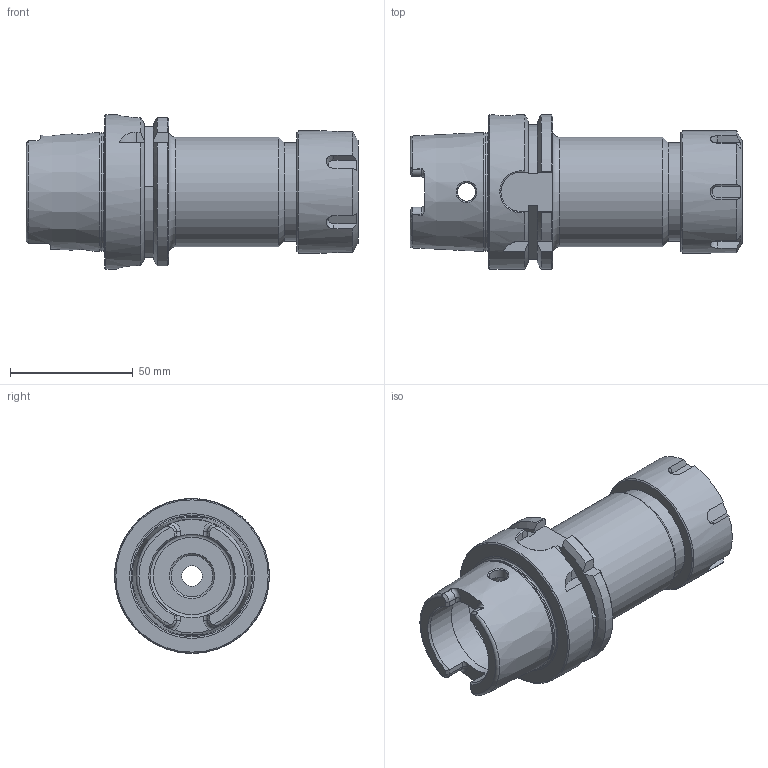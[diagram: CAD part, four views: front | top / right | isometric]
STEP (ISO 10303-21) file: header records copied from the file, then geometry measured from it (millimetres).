
FILE_DESCRIPTION((''),'2;1');
FILE_NAME('H63-32ERP406.stp','2014-08-25T18:24:18',('kaykin'),(''),'Autodesk Inventor 2012','Autodesk Inventor 2012','');
FILE_SCHEMA(('AUTOMOTIVE_DESIGN { 1 0 10303 214 1 1 1 1 }'));
Length unit declared in the file: inch
Products named in the file (3): H63-32ERP406; H63-32ER4-1; 32ERPN
Assembly tree (2 placements, depth 2):
  H63-32ERP406
    H63-32ER4-1
    32ERPN
Bounding box: 135.12 x 63 x 63 mm (x, y, z)
Volume: 165813.6 mm3; surface area: 44426.1 mm2
Topology: 2 solids, 2 shells, 188 faces, 473 edges, 296 vertices
Faces by surface type: plane 76, cylinder 43, cone 40, torus 18, bspline 11
Full cylindrical faces by diameter (mm): 7.5 x2, 8.4 x1, 10 x1, 16.916 x1, 18.923 x1, 19.016 x1, 21.869 x1, 23.495 x1, 27 x1, 30.48 x1, 33.147 x1, 34 x2, 38.684 x1, 40 x2, 40.513 x1, 44.45 x1, 48.041 x1, 49.733 x1, 63 x1
Entity records: 6285 total; most frequent: CARTESIAN_POINT 2041, ORIENTED_EDGE 814, DIRECTION 785, EDGE_CURVE 407, AXIS2_PLACEMENT_3D 322, VERTEX_POINT 284, EDGE_LOOP 257, FACE_OUTER_BOUND 188
